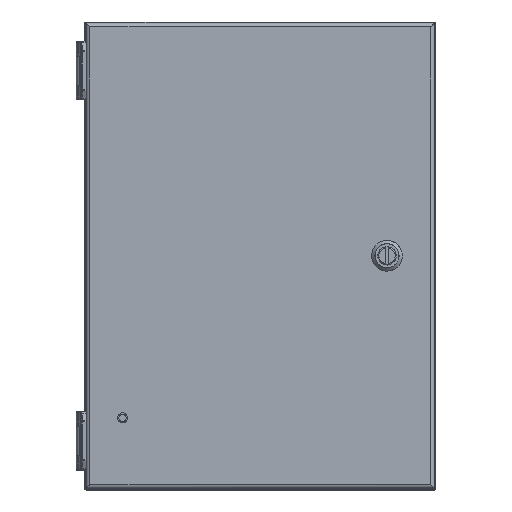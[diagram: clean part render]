
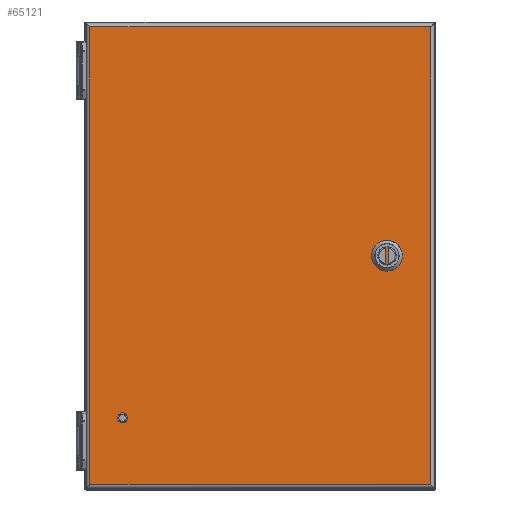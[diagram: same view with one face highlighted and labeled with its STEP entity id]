
A CAD part, top view. The second image highlights one B-rep face of the part: STEP entity #65121.
In plain terms, the highlighted planar face has unit normal (0, 0, 1).
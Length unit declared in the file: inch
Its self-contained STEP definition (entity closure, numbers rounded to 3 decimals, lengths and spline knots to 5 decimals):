
#3702 = CARTESIAN_POINT ( 'NONE',  ( 0., -5.87157, 6.18506 ) ) ;
#4636 = CARTESIAN_POINT ( 'NONE',  ( 4.37166, -5.87157, 6.18506 ) ) ;
#5294 = FACE_OUTER_BOUND ( 'NONE', #77254, .T. ) ;
#8497 = VERTEX_POINT ( 'NONE', #50131 ) ;
#9421 = ORIENTED_EDGE ( 'NONE', *, *, #19243, .T. ) ;
#10442 = DIRECTION ( 'NONE',  ( 1., 0., 0. ) ) ;
#10650 = AXIS2_PLACEMENT_3D ( 'NONE', #29881, #42974, #24316 ) ;
#11538 = CARTESIAN_POINT ( 'NONE',  ( 4.37166, 0., 6.18506 ) ) ;
#13423 = EDGE_CURVE ( 'NONE', #52260, #8497, #36259, .T. ) ;
#17475 = LINE ( 'NONE', #11538, #57282 ) ;
#19243 = EDGE_CURVE ( 'NONE', #8497, #77751, #77463, .T. ) ;
#22909 = DIRECTION ( 'NONE',  ( -1., 0., 0. ) ) ;
#24316 = DIRECTION ( 'NONE',  ( 1., 0., 0. ) ) ;
#24593 = EDGE_CURVE ( 'NONE', #45777, #52260, #64570, .T. ) ;
#25459 = CARTESIAN_POINT ( 'NONE',  ( -4.37149, 5.87157, 6.18506 ) ) ;
#29881 = CARTESIAN_POINT ( 'NONE',  ( 0., 0., 6.18506 ) ) ;
#31052 = PLANE ( 'NONE',  #10650 ) ;
#35717 = DIRECTION ( 'NONE',  ( 0., 1., 0. ) ) ;
#36259 = LINE ( 'NONE', #67198, #75044 ) ;
#36273 = EDGE_CURVE ( 'NONE', #77751, #45777, #17475, .T. ) ;
#42974 = DIRECTION ( 'NONE',  ( 0., 0., 1. ) ) ;
#45777 = VERTEX_POINT ( 'NONE', #46687 ) ;
#46687 = CARTESIAN_POINT ( 'NONE',  ( 4.37166, 5.87157, 6.18506 ) ) ;
#48138 = ORIENTED_EDGE ( 'NONE', *, *, #24593, .T. ) ;
#48859 = ORIENTED_EDGE ( 'NONE', *, *, #36273, .T. ) ;
#50131 = CARTESIAN_POINT ( 'NONE',  ( -4.37149, -5.87157, 6.18506 ) ) ;
#52260 = VERTEX_POINT ( 'NONE', #25459 ) ;
#54921 = DIRECTION ( 'NONE',  ( 0., -1., 0. ) ) ;
#57282 = VECTOR ( 'NONE', #35717, 39.37008 ) ;
#59788 = CARTESIAN_POINT ( 'NONE',  ( 0., 5.87157, 6.18506 ) ) ;
#64570 = LINE ( 'NONE', #59788, #75626 ) ;
#65121 = ADVANCED_FACE ( 'NONE', ( #5294 ), #31052, .T. ) ;
#66677 = ORIENTED_EDGE ( 'NONE', *, *, #13423, .T. ) ;
#67198 = CARTESIAN_POINT ( 'NONE',  ( -4.37149, 0., 6.18506 ) ) ;
#74079 = VECTOR ( 'NONE', #10442, 39.37008 ) ;
#75044 = VECTOR ( 'NONE', #54921, 39.37008 ) ;
#75626 = VECTOR ( 'NONE', #22909, 39.37008 ) ;
#77254 = EDGE_LOOP ( 'NONE', ( #48859, #48138, #66677, #9421 ) ) ;
#77463 = LINE ( 'NONE', #3702, #74079 ) ;
#77751 = VERTEX_POINT ( 'NONE', #4636 ) ;
